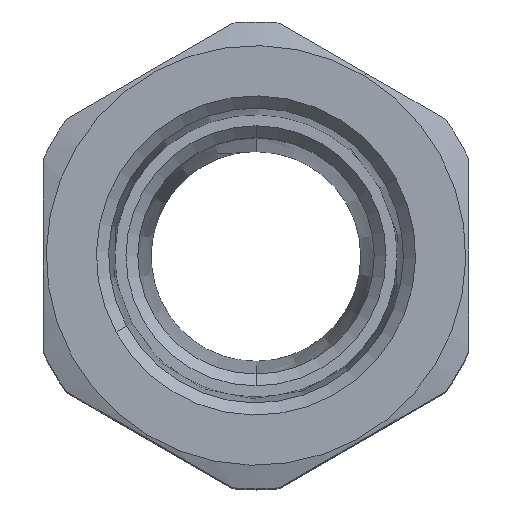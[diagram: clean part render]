
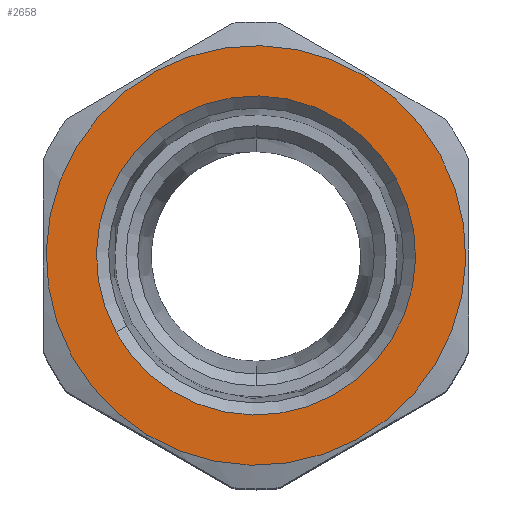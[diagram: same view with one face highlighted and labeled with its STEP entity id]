
A CAD part, top view. The second image highlights one B-rep face of the part: STEP entity #2658.
In plain terms, the highlighted planar face has unit normal (0, 0, 1).
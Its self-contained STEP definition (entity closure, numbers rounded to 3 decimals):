
#1671=AXIS2_PLACEMENT_3D('Circle Axis2P3D',#1669,#1670,$) ;
#2174=AXIS2_PLACEMENT_3D('Circle Axis2P3D',#2172,#2173,$) ;
#2634=AXIS2_PLACEMENT_3D('Plane Axis2P3D',#2631,#2632,#2633) ;
#2642=AXIS2_PLACEMENT_3D('Circle Axis2P3D',#2640,#2641,$) ;
#2651=AXIS2_PLACEMENT_3D('Circle Axis2P3D',#2649,#2650,$) ;
#1666=CARTESIAN_POINT('Vertex',(8.765,4.592,69.75)) ;
#1669=CARTESIAN_POINT('Axis2P3D Location',(18.,19.75,69.75)) ;
#1673=CARTESIAN_POINT('Vertex',(27.235,34.908,69.75)) ;
#2172=CARTESIAN_POINT('Axis2P3D Location',(18.,19.75,69.75)) ;
#2631=CARTESIAN_POINT('Axis2P3D Location',(18.,19.75,69.75)) ;
#2640=CARTESIAN_POINT('Axis2P3D Location',(18.,19.75,69.75)) ;
#2644=CARTESIAN_POINT('Vertex',(6.153,13.278,69.75)) ;
#2646=CARTESIAN_POINT('Vertex',(29.847,26.222,69.75)) ;
#2649=CARTESIAN_POINT('Axis2P3D Location',(18.,19.75,69.75)) ;
#1670=DIRECTION('Axis2P3D Direction',(0.,0.,-1.)) ;
#2173=DIRECTION('Axis2P3D Direction',(0.,0.,-1.)) ;
#2632=DIRECTION('Axis2P3D Direction',(0.,0.,-1.)) ;
#2633=DIRECTION('Axis2P3D XDirection',(0.,1.,0.)) ;
#2641=DIRECTION('Axis2P3D Direction',(0.,0.,-1.)) ;
#2650=DIRECTION('Axis2P3D Direction',(0.,0.,-1.)) ;
#2637=ORIENTED_EDGE('',*,*,#1675,.T.) ;
#2638=ORIENTED_EDGE('',*,*,#2176,.T.) ;
#2655=ORIENTED_EDGE('',*,*,#2648,.F.) ;
#2656=ORIENTED_EDGE('',*,*,#2653,.F.) ;
#2657=FACE_BOUND('',#2654,.T.) ;
#2658=ADVANCED_FACE('Part1.1\\Koerper.2',(#2639,#2657),#2635,.F.) ;
#1672=CIRCLE('generated circle',#1671,17.75) ;
#2175=CIRCLE('generated circle',#2174,17.75) ;
#2643=CIRCLE('generated circle',#2642,13.5) ;
#2652=CIRCLE('generated circle',#2651,13.5) ;
#1675=EDGE_CURVE('',#1674,#1667,#1672,.F.) ;
#2176=EDGE_CURVE('',#1667,#1674,#2175,.F.) ;
#2648=EDGE_CURVE('',#2645,#2647,#2643,.F.) ;
#2653=EDGE_CURVE('',#2647,#2645,#2652,.F.) ;
#2636=EDGE_LOOP('',(#2637,#2638)) ;
#2654=EDGE_LOOP('',(#2655,#2656)) ;
#2639=FACE_OUTER_BOUND('',#2636,.T.) ;
#2635=PLANE('',#2634) ;
#1667=VERTEX_POINT('',#1666) ;
#1674=VERTEX_POINT('',#1673) ;
#2645=VERTEX_POINT('',#2644) ;
#2647=VERTEX_POINT('',#2646) ;
